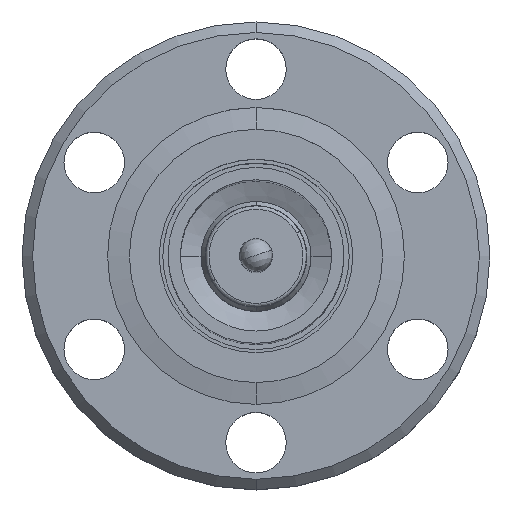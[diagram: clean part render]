
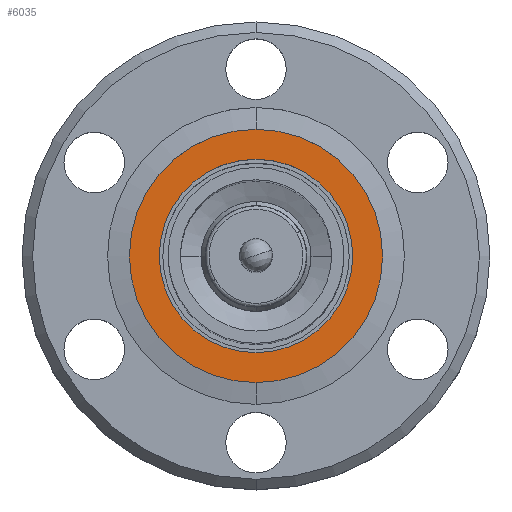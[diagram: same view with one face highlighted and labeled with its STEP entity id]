
A CAD part, top view. The second image highlights one B-rep face of the part: STEP entity #6035.
In plain terms, the highlighted planar face has unit normal (0, 0, 1).
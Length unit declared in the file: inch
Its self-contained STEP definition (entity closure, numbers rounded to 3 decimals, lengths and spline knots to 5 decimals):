
#500 = CARTESIAN_POINT ( 'NONE',  ( -0.72829, -0.3315, 0.234 ) ) ;
#501 = DIRECTION ( 'NONE',  ( 0., 0., -1. ) ) ;
#502 = DIRECTION ( 'NONE',  ( 0., -1., 0. ) ) ;
#1875 = VERTEX_POINT ( 'NONE', #3454 ) ;
#1891 = VERTEX_POINT ( 'NONE', #3470 ) ;
#1892 = VERTEX_POINT ( 'NONE', #3471 ) ;
#1894 = VERTEX_POINT ( 'NONE', #3473 ) ;
#2482 = ORIENTED_EDGE ( 'NONE', *, *, #5385, .T. ) ;
#2483 = ORIENTED_EDGE ( 'NONE', *, *, #5192, .T. ) ;
#2484 = ORIENTED_EDGE ( 'NONE', *, *, #5383, .T. ) ;
#2485 = ORIENTED_EDGE ( 'NONE', *, *, #5185, .T. ) ;
#3454 = CARTESIAN_POINT ( 'NONE',  ( -0.72829, -0.6065, 0.234 ) ) ;
#3470 = CARTESIAN_POINT ( 'NONE',  ( -0.72829, -0.6915, 0.234 ) ) ;
#3471 = CARTESIAN_POINT ( 'NONE',  ( -0.72829, -0.0565, 0.234 ) ) ;
#3473 = CARTESIAN_POINT ( 'NONE',  ( -0.72829, 0.0285, 0.234 ) ) ;
#3522 = AXIS2_PLACEMENT_3D ( 'NONE', #4866, #4867, #4868 ) ;
#3527 = CIRCLE ( 'NONE', #3522, 0.275 ) ;
#3645 = AXIS2_PLACEMENT_3D ( 'NONE', #4843, #4844, #4845 ) ;
#3648 = CIRCLE ( 'NONE', #3645, 0.36 ) ;
#3806 = EDGE_LOOP ( 'NONE', ( #2482, #2483 ) ) ;
#3878 = EDGE_LOOP ( 'NONE', ( #2484, #2485 ) ) ;
#4665 = CARTESIAN_POINT ( 'NONE',  ( -1.08829, -0.3315, 0.234 ) ) ;
#4676 = FACE_BOUND ( 'NONE', #3806, .T. ) ;
#4677 = FACE_OUTER_BOUND ( 'NONE', #3878, .T. ) ;
#4678 = PLANE ( 'NONE',  #5494 ) ;
#4680 = DIRECTION ( 'NONE',  ( 0., 0., 1. ) ) ;
#4681 = DIRECTION ( 'NONE',  ( 0., -1., 0. ) ) ;
#4843 = CARTESIAN_POINT ( 'NONE',  ( -0.72829, -0.3315, 0.234 ) ) ;
#4844 = DIRECTION ( 'NONE',  ( 0., 0., 1. ) ) ;
#4845 = DIRECTION ( 'NONE',  ( 0., -1., 0. ) ) ;
#4866 = CARTESIAN_POINT ( 'NONE',  ( -0.72829, -0.3315, 0.234 ) ) ;
#4867 = DIRECTION ( 'NONE',  ( 0., 0., -1. ) ) ;
#4868 = DIRECTION ( 'NONE',  ( 0., -1., 0. ) ) ;
#5185 = EDGE_CURVE ( 'NONE', #1894, #1891, #3648, .T. ) ;
#5192 = EDGE_CURVE ( 'NONE', #1892, #1875, #3527, .T. ) ;
#5383 = EDGE_CURVE ( 'NONE', #1891, #1894, #6065, .T. ) ;
#5385 = EDGE_CURVE ( 'NONE', #1875, #1892, #6052, .T. ) ;
#5494 = AXIS2_PLACEMENT_3D ( 'NONE', #4665, #4680, #4681 ) ;
#5895 = CARTESIAN_POINT ( 'NONE',  ( -0.72829, -0.3315, 0.234 ) ) ;
#5896 = DIRECTION ( 'NONE',  ( 0., 0., 1. ) ) ;
#5897 = DIRECTION ( 'NONE',  ( 0., -1., 0. ) ) ;
#6035 = ADVANCED_FACE ( 'NONE', ( #4676, #4677 ), #4678, .T. ) ;
#6052 = CIRCLE ( 'NONE', #6053, 0.275 ) ;
#6053 = AXIS2_PLACEMENT_3D ( 'NONE', #500, #501, #502 ) ;
#6062 = AXIS2_PLACEMENT_3D ( 'NONE', #5895, #5896, #5897 ) ;
#6065 = CIRCLE ( 'NONE', #6062, 0.36 ) ;
